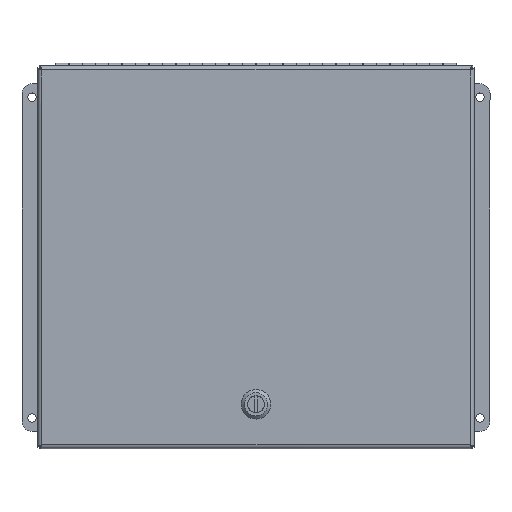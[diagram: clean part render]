
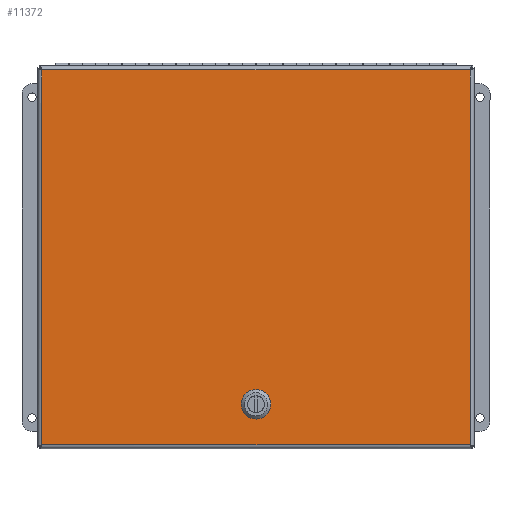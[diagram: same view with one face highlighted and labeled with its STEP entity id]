
A CAD part, top view. The second image highlights one B-rep face of the part: STEP entity #11372.
In plain terms, the highlighted face is planar.
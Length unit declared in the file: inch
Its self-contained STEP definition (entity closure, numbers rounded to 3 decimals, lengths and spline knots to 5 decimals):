
#237=FACE_BOUND('',#1639,.T.);
#569=PLANE('',#12064);
#964=FACE_OUTER_BOUND('',#1638,.T.);
#1638=EDGE_LOOP('',(#7714,#7715,#7716,#7717));
#1639=EDGE_LOOP('',(#7718,#7719,#7720,#7721,#7722,#7723,#7724,#7725));
#2429=LINE('',#16356,#3478);
#2433=LINE('',#16368,#3482);
#2437=LINE('',#16380,#3486);
#2441=LINE('',#16391,#3490);
#2444=LINE('',#16406,#3493);
#2460=LINE('',#16508,#3509);
#2475=LINE('',#16608,#3524);
#2490=LINE('',#16707,#3539);
#3478=VECTOR('',#13123,0.41231);
#3482=VECTOR('',#13135,0.41231);
#3486=VECTOR('',#13147,0.41231);
#3490=VECTOR('',#13159,0.41231);
#3493=VECTOR('',#13164,16.007);
#3509=VECTOR('',#13194,14.007);
#3524=VECTOR('',#13223,16.007);
#3539=VECTOR('',#13252,14.007);
#4525=CIRCLE('',#12021,0.45);
#4527=CIRCLE('',#12025,0.45);
#4529=CIRCLE('',#12029,0.45);
#4531=CIRCLE('',#12033,0.45);
#4927=VERTEX_POINT('',#16346);
#4928=VERTEX_POINT('',#16347);
#4931=VERTEX_POINT('',#16355);
#4933=VERTEX_POINT('',#16361);
#4935=VERTEX_POINT('',#16367);
#4937=VERTEX_POINT('',#16373);
#4939=VERTEX_POINT('',#16379);
#4941=VERTEX_POINT('',#16385);
#4945=VERTEX_POINT('',#16397);
#4946=VERTEX_POINT('',#16405);
#4957=VERTEX_POINT('',#16500);
#4967=VERTEX_POINT('',#16600);
#5951=EDGE_CURVE('',#4927,#4928,#4525,.T.);
#5955=EDGE_CURVE('',#4931,#4927,#2429,.T.);
#5958=EDGE_CURVE('',#4933,#4931,#4527,.T.);
#5961=EDGE_CURVE('',#4935,#4933,#2433,.T.);
#5964=EDGE_CURVE('',#4937,#4935,#4529,.T.);
#5967=EDGE_CURVE('',#4939,#4937,#2437,.T.);
#5970=EDGE_CURVE('',#4941,#4939,#4531,.T.);
#5973=EDGE_CURVE('',#4928,#4941,#2441,.T.);
#5977=EDGE_CURVE('',#4946,#4945,#2444,.T.);
#5997=EDGE_CURVE('',#4945,#4957,#2460,.T.);
#6016=EDGE_CURVE('',#4957,#4967,#2475,.T.);
#6035=EDGE_CURVE('',#4967,#4946,#2490,.T.);
#7714=ORIENTED_EDGE('',*,*,#5977,.T.);
#7715=ORIENTED_EDGE('',*,*,#5997,.T.);
#7716=ORIENTED_EDGE('',*,*,#6016,.T.);
#7717=ORIENTED_EDGE('',*,*,#6035,.T.);
#7718=ORIENTED_EDGE('',*,*,#5951,.T.);
#7719=ORIENTED_EDGE('',*,*,#5973,.T.);
#7720=ORIENTED_EDGE('',*,*,#5970,.T.);
#7721=ORIENTED_EDGE('',*,*,#5967,.T.);
#7722=ORIENTED_EDGE('',*,*,#5964,.T.);
#7723=ORIENTED_EDGE('',*,*,#5961,.T.);
#7724=ORIENTED_EDGE('',*,*,#5958,.T.);
#7725=ORIENTED_EDGE('',*,*,#5955,.T.);
#11372=ADVANCED_FACE('',(#964,#237),#569,.F.);
#12021=AXIS2_PLACEMENT_3D('',#16348,#13115,#13116);
#12025=AXIS2_PLACEMENT_3D('',#16362,#13128,#13129);
#12029=AXIS2_PLACEMENT_3D('',#16374,#13140,#13141);
#12033=AXIS2_PLACEMENT_3D('',#16386,#13152,#13153);
#12064=AXIS2_PLACEMENT_3D('',#16793,#13277,#13278);
#13115=DIRECTION('center_axis',(0.,0.,1.));
#13116=DIRECTION('ref_axis',(-0.889,0.458,0.));
#13123=DIRECTION('',(-1.,0.,0.));
#13128=DIRECTION('center_axis',(0.,0.,1.));
#13129=DIRECTION('ref_axis',(0.458,0.889,0.));
#13135=DIRECTION('',(0.,1.,0.));
#13140=DIRECTION('center_axis',(0.,0.,1.));
#13141=DIRECTION('ref_axis',(0.889,-0.458,0.));
#13147=DIRECTION('',(1.,0.,0.));
#13152=DIRECTION('center_axis',(0.,0.,1.));
#13153=DIRECTION('ref_axis',(-0.458,-0.889,0.));
#13159=DIRECTION('',(0.,-1.,0.));
#13164=DIRECTION('',(0.,-1.,0.));
#13194=DIRECTION('',(-1.,0.,0.));
#13223=DIRECTION('',(0.,1.,0.));
#13252=DIRECTION('',(1.,0.,0.));
#13277=DIRECTION('center_axis',(0.,0.,1.));
#13278=DIRECTION('ref_axis',(1.,0.,0.));
#16346=CARTESIAN_POINT('',(12.44634,8.55625,0.));
#16347=CARTESIAN_POINT('',(12.2525,8.36241,0.));
#16348=CARTESIAN_POINT('Origin',(12.6525,8.15625,0.));
#16355=CARTESIAN_POINT('',(12.85866,8.55625,0.));
#16356=CARTESIAN_POINT('',(10.00745,8.55625,0.));
#16361=CARTESIAN_POINT('',(13.0525,8.36241,0.));
#16362=CARTESIAN_POINT('Origin',(12.6525,8.15625,0.));
#16367=CARTESIAN_POINT('',(13.0525,7.95009,0.));
#16368=CARTESIAN_POINT('',(13.0525,8.05317,0.));
#16373=CARTESIAN_POINT('',(12.85866,7.75625,0.));
#16374=CARTESIAN_POINT('Origin',(12.6525,8.15625,0.));
#16379=CARTESIAN_POINT('',(12.44634,7.75625,0.));
#16380=CARTESIAN_POINT('',(9.8013,7.75625,0.));
#16385=CARTESIAN_POINT('',(12.2525,7.95009,0.));
#16386=CARTESIAN_POINT('Origin',(12.6525,8.15625,0.));
#16391=CARTESIAN_POINT('',(12.2525,8.25933,0.));
#16397=CARTESIAN_POINT('',(14.15975,0.15275,0.));
#16405=CARTESIAN_POINT('',(14.15975,16.15975,0.));
#16406=CARTESIAN_POINT('',(14.15975,12.158,0.));
#16500=CARTESIAN_POINT('',(0.15275,0.15275,0.));
#16508=CARTESIAN_POINT('',(10.658,0.15275,0.));
#16600=CARTESIAN_POINT('',(0.15275,16.15975,0.));
#16608=CARTESIAN_POINT('',(0.15275,4.1545,0.));
#16707=CARTESIAN_POINT('',(3.6545,16.15975,0.));
#16793=CARTESIAN_POINT('Origin',(7.15625,8.15625,0.));
